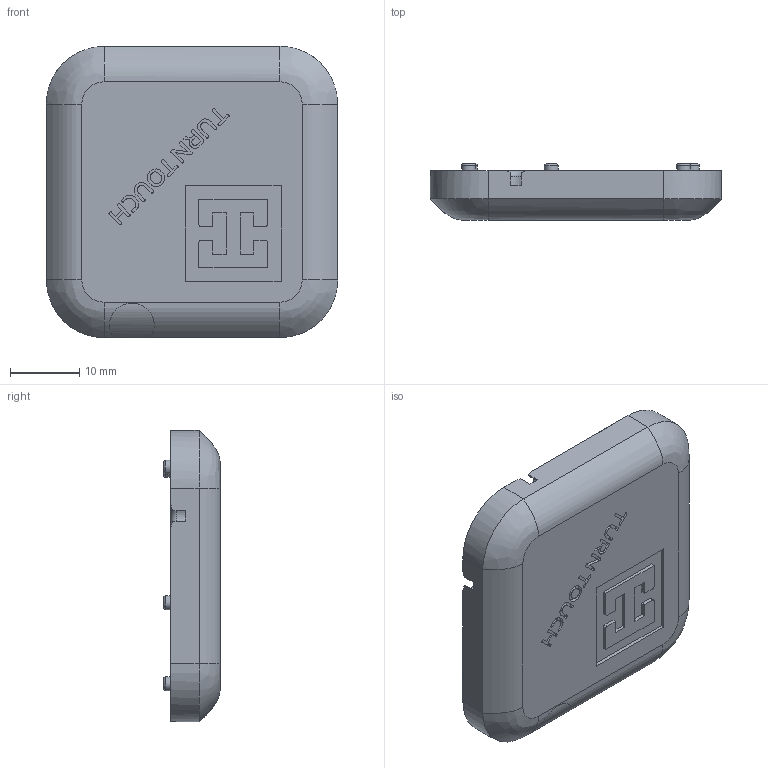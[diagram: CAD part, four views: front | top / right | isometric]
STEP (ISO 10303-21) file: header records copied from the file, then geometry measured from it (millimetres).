
FILE_DESCRIPTION(/* description */ (''),/* implementation_level */ '2;1');
FILE_NAME(/* name */ 'Remote Bottom.stp',/* time_stamp */ '2016-02-04T20:35:32-08:00',/* author */ ('Sam Clay'),/* organization */ (''),/* preprocessor_version */ 'ST-DEVELOPER v16.1',/* originating_system */ 'Autodesk Inventor 2016',/* authorisation */ '');
FILE_SCHEMA (('AUTOMOTIVE_DESIGN { 1 0 10303 214 3 1 1 }'));
Length unit declared in the file: inch
Products named in the file (1): Remote Bottom
Bounding box: 41.97 x 8.13 x 41.97 mm (x, y, z)
Volume: 3831.8 mm3; surface area: 5651.2 mm2
Topology: 2 solids, 2 shells, 842 faces, 2278 edges, 1479 vertices
Faces by surface type: plane 371, bspline 315, cylinder 117, torus 30, cone 9
Full cylindrical faces by diameter (mm): 1.981 x5
Entity records: 35313 total; most frequent: CARTESIAN_POINT 16666, ORIENTED_EDGE 4496, DIRECTION 2764, EDGE_CURVE 2248, VERTEX_POINT 1474, LINE 1124, VECTOR 1124, EDGE_LOOP 906
